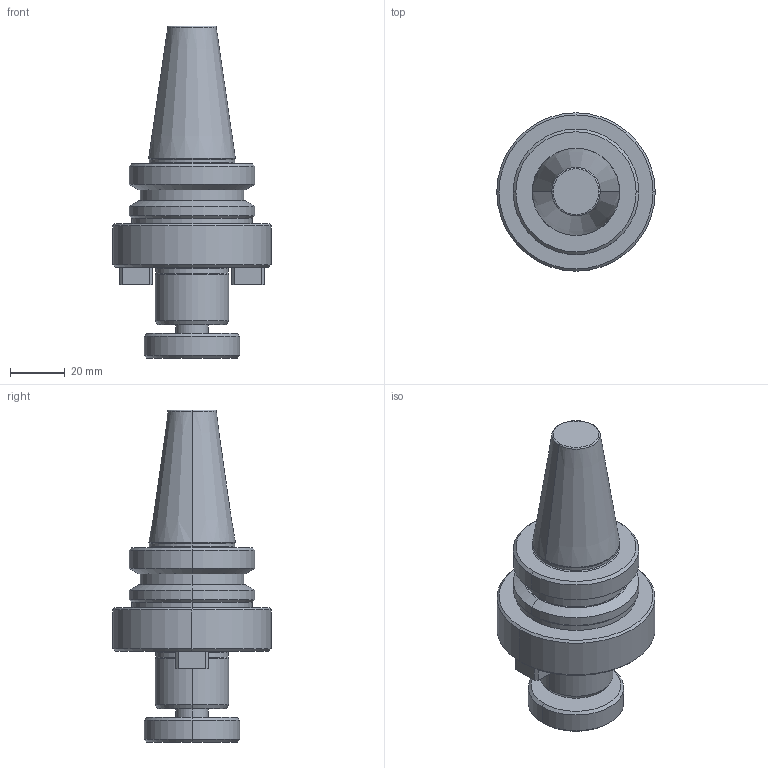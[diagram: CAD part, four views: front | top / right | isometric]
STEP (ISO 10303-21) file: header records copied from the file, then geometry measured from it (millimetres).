
FILE_DESCRIPTION (( 'STEP AP203' ), '1' );
FILE_NAME ('BT30 FMH27 040 AD-6.3G 15000 SL SP.STEP', '2019-05-23T10:35:18', ( '' ), ( '' ), 'SwSTEP 2.0', 'SolidWorks 2014', '' );
FILE_SCHEMA (( 'CONFIG_CONTROL_DESIGN' ));
Length unit declared in the file: millimetre
Products named in the file (1): BT30 FMH27 040 AD-6.3G 15000 SL SP
Bounding box: 58 x 58 x 121.53 mm (x, y, z)
Volume: 123144 mm3; surface area: 20253.1 mm2
Topology: 1 solids, 1 shells, 81 faces, 176 edges, 104 vertices
Faces by surface type: plane 29, cone 26, cylinder 20, torus 6
Entity records: 2265 total; most frequent: DIRECTION 418, CARTESIAN_POINT 362, ORIENTED_EDGE 352, EDGE_CURVE 176, AXIS2_PLACEMENT_3D 160, VERTEX_POINT 104, VECTOR 98, LINE 98
